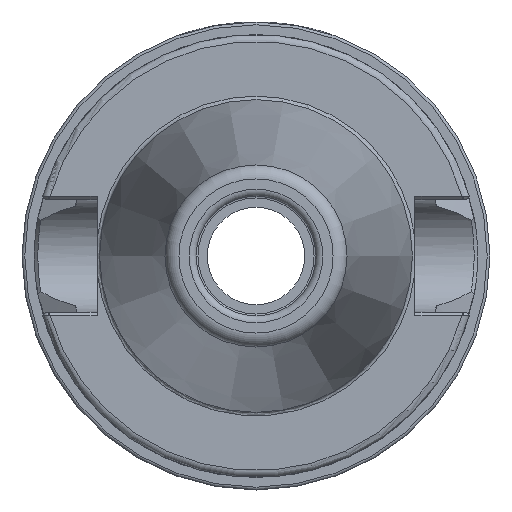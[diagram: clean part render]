
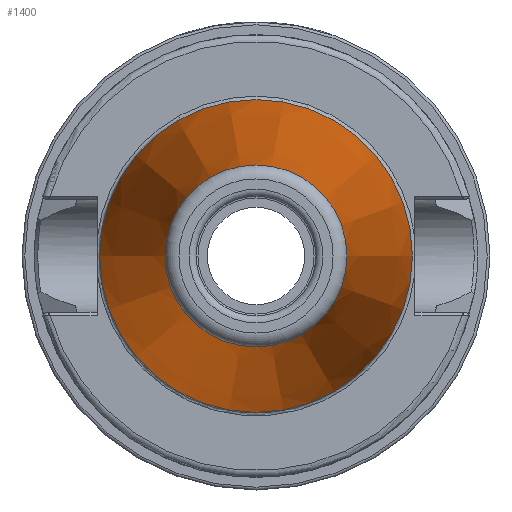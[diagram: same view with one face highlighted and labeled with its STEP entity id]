
A CAD part, left-side view. The second image highlights one B-rep face of the part: STEP entity #1400.
In plain terms, the highlighted conical face has half-angle 8.297 degrees and reference radius 17.581 mm.
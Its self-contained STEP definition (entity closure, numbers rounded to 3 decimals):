
#40=CONICAL_SURFACE('',#1516,17.581,0.145);
#107=LINE('',#3028,#170);
#170=VECTOR('',#1812,17.581);
#302=FACE_OUTER_BOUND('',#378,.T.);
#378=EDGE_LOOP('',(#1146,#1147,#1148,#1149,#1150,#1151,#1152));
#450=CIRCLE('',#1517,22.225);
#451=CIRCLE('',#1518,22.225);
#452=CIRCLE('',#1519,12.937);
#453=CIRCLE('',#1520,12.937);
#454=CIRCLE('',#1521,12.937);
#614=VERTEX_POINT('',#3023);
#615=VERTEX_POINT('',#3024);
#616=VERTEX_POINT('',#3027);
#617=VERTEX_POINT('',#3029);
#618=VERTEX_POINT('',#3031);
#813=EDGE_CURVE('',#614,#615,#450,.T.);
#814=EDGE_CURVE('',#615,#614,#451,.T.);
#815=EDGE_CURVE('',#615,#616,#107,.T.);
#816=EDGE_CURVE('',#616,#617,#452,.T.);
#817=EDGE_CURVE('',#617,#618,#453,.T.);
#818=EDGE_CURVE('',#618,#616,#454,.T.);
#1146=ORIENTED_EDGE('',*,*,#813,.F.);
#1147=ORIENTED_EDGE('',*,*,#814,.F.);
#1148=ORIENTED_EDGE('',*,*,#815,.T.);
#1149=ORIENTED_EDGE('',*,*,#816,.T.);
#1150=ORIENTED_EDGE('',*,*,#817,.T.);
#1151=ORIENTED_EDGE('',*,*,#818,.T.);
#1152=ORIENTED_EDGE('',*,*,#815,.F.);
#1400=ADVANCED_FACE('',(#302),#40,.T.);
#1516=AXIS2_PLACEMENT_3D('',#3022,#1806,#1807);
#1517=AXIS2_PLACEMENT_3D('',#3025,#1808,#1809);
#1518=AXIS2_PLACEMENT_3D('',#3026,#1810,#1811);
#1519=AXIS2_PLACEMENT_3D('',#3030,#1813,#1814);
#1520=AXIS2_PLACEMENT_3D('',#3032,#1815,#1816);
#1521=AXIS2_PLACEMENT_3D('',#3033,#1817,#1818);
#1806=DIRECTION('center_axis',(1.,0.,0.));
#1807=DIRECTION('ref_axis',(0.,1.,0.));
#1808=DIRECTION('center_axis',(1.,0.,0.));
#1809=DIRECTION('ref_axis',(0.,0.,-1.));
#1810=DIRECTION('center_axis',(1.,0.,0.));
#1811=DIRECTION('ref_axis',(0.,0.,-1.));
#1812=DIRECTION('',(-0.99,0.144,0.));
#1813=DIRECTION('center_axis',(1.,0.,0.));
#1814=DIRECTION('ref_axis',(0.,0.,-1.));
#1815=DIRECTION('center_axis',(1.,0.,0.));
#1816=DIRECTION('ref_axis',(0.,0.,-1.));
#1817=DIRECTION('center_axis',(1.,0.,0.));
#1818=DIRECTION('ref_axis',(0.,0.,-1.));
#3022=CARTESIAN_POINT('Origin',(-31.844,0.,
0.));
#3023=CARTESIAN_POINT('',(0.,22.225,0.));
#3024=CARTESIAN_POINT('',(0.,-22.225,0.));
#3025=CARTESIAN_POINT('Origin',(0.,0.,
0.));
#3026=CARTESIAN_POINT('Origin',(0.,0.,
0.));
#3027=CARTESIAN_POINT('',(-63.689,-12.937,0.));
#3028=CARTESIAN_POINT('',(-31.844,-17.581,0.));
#3029=CARTESIAN_POINT('',(-63.689,12.937,0.));
#3030=CARTESIAN_POINT('Origin',(-63.689,0.,
0.));
#3031=CARTESIAN_POINT('',(-63.689,0.,12.937));
#3032=CARTESIAN_POINT('Origin',(-63.689,0.,
0.));
#3033=CARTESIAN_POINT('Origin',(-63.689,0.,
0.));
